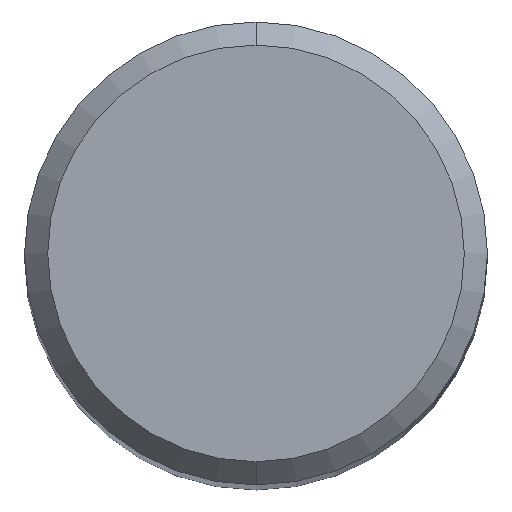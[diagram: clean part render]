
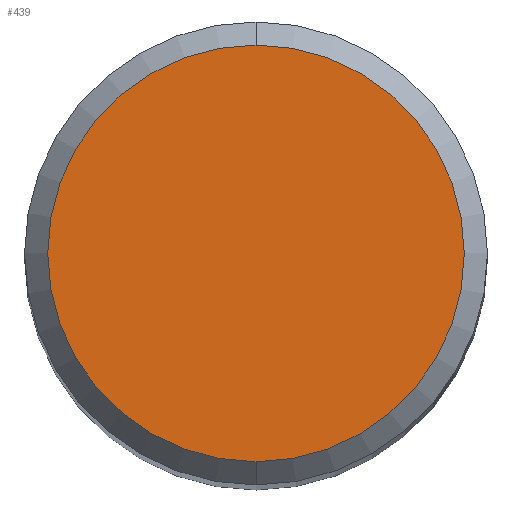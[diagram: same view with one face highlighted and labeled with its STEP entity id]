
A CAD part, top view. The second image highlights one B-rep face of the part: STEP entity #439.
In plain terms, the highlighted planar face has unit normal (0, 0, 1).
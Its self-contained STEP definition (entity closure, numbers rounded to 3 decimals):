
#319=VERTEX_POINT('',#892);
#439=ADVANCED_FACE('',(#1020),#1021,.T.);
#441=VERTEX_POINT('',#1023);
#443=EDGE_CURVE('',#441,#319,#1025,.T.);
#785=EDGE_CURVE('',#319,#441,#1398,.T.);
#892=CARTESIAN_POINT('',(0.,-3.6,0.0));
#1020=FACE_OUTER_BOUND('',#3178,.T.);
#1021=PLANE('',#3179);
#1023=CARTESIAN_POINT('',(0.0,3.6,0.0));
#1025=CIRCLE('',#3184,3.6);
#1398=CIRCLE('',#5649,3.6);
#3178=EDGE_LOOP('',(#6021,#6022));
#3179=AXIS2_PLACEMENT_3D('',#6023,#6024,#6025);
#3184=AXIS2_PLACEMENT_3D('',#6026,#6027,#6028);
#5649=AXIS2_PLACEMENT_3D('',#6412,#6413,#6414);
#6021=ORIENTED_EDGE('',*,*,#443,.F.);
#6022=ORIENTED_EDGE('',*,*,#785,.F.);
#6023=CARTESIAN_POINT('',(0.0,1.8,0.0));
#6024=DIRECTION('',(-0.0,0.0,1.0));
#6025=DIRECTION('',(0.0,-1.0,0.0));
#6026=CARTESIAN_POINT('',(0.0,0.0,0.0));
#6027=DIRECTION('',(0.0,0.0,-1.0));
#6028=DIRECTION('',(0.0,1.0,0.0));
#6412=CARTESIAN_POINT('',(0.0,0.0,0.0));
#6413=DIRECTION('',(0.0,0.0,-1.0));
#6414=DIRECTION('',(0.0,1.0,0.0));
